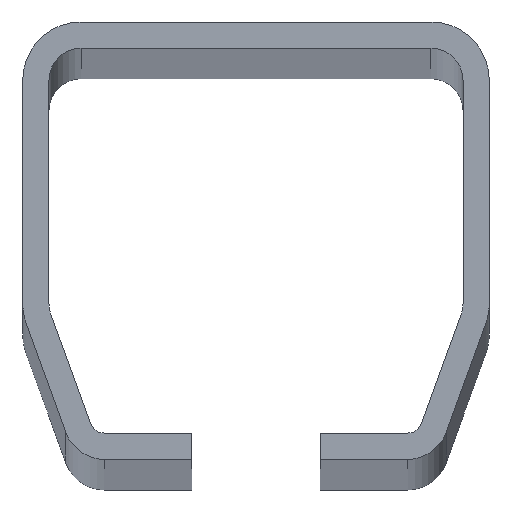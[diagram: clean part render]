
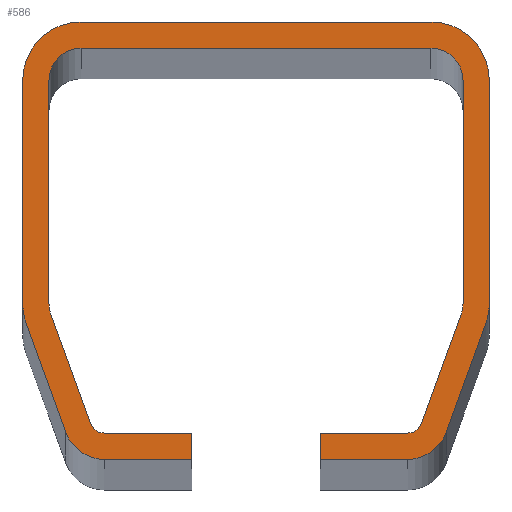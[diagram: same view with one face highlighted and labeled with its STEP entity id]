
A CAD part, top view. The second image highlights one B-rep face of the part: STEP entity #586.
In plain terms, the highlighted planar face has unit normal (0, 0, 1).
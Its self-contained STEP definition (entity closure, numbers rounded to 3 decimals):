
#56=FACE_OUTER_BOUND('',#86,.T.);
#86=EDGE_LOOP('',(#511,#512,#513,#514,#515,#516,#517,#518,#519,#520,#521,
#522,#523,#524,#525,#526,#527,#528,#529,#530,#531,#532,#533,#534,#535,#536,
#537,#538));
#103=LINE('',#892,#163);
#106=LINE('',#897,#166);
#109=LINE('',#905,#169);
#112=LINE('',#913,#172);
#115=LINE('',#921,#175);
#118=LINE('',#929,#178);
#121=LINE('',#937,#181);
#124=LINE('',#945,#184);
#126=LINE('',#949,#186);
#128=LINE('',#953,#188);
#131=LINE('',#961,#191);
#134=LINE('',#969,#194);
#137=LINE('',#977,#197);
#140=LINE('',#985,#200);
#143=LINE('',#993,#203);
#146=LINE('',#1000,#206);
#163=VECTOR('',#707,10.);
#166=VECTOR('',#712,10.);
#169=VECTOR('',#721,10.);
#172=VECTOR('',#730,10.);
#175=VECTOR('',#739,10.);
#178=VECTOR('',#748,10.);
#181=VECTOR('',#757,10.);
#184=VECTOR('',#766,10.);
#186=VECTOR('',#770,10.);
#188=VECTOR('',#774,10.);
#191=VECTOR('',#783,10.);
#194=VECTOR('',#792,10.);
#197=VECTOR('',#801,10.);
#200=VECTOR('',#810,10.);
#203=VECTOR('',#819,10.);
#206=VECTOR('',#828,10.);
#219=CIRCLE('',#623,2.5);
#220=CIRCLE('',#626,5.5);
#221=CIRCLE('',#629,5.5);
#222=CIRCLE('',#632,5.5);
#223=CIRCLE('',#635,5.5);
#224=CIRCLE('',#638,2.5);
#225=CIRCLE('',#643,7.);
#226=CIRCLE('',#646,10.);
#227=CIRCLE('',#649,10.);
#228=CIRCLE('',#652,10.);
#229=CIRCLE('',#655,10.);
#230=CIRCLE('',#658,7.);
#259=VERTEX_POINT('',#890);
#260=VERTEX_POINT('',#891);
#261=VERTEX_POINT('',#896);
#262=VERTEX_POINT('',#900);
#263=VERTEX_POINT('',#904);
#264=VERTEX_POINT('',#908);
#265=VERTEX_POINT('',#912);
#266=VERTEX_POINT('',#916);
#267=VERTEX_POINT('',#920);
#268=VERTEX_POINT('',#924);
#269=VERTEX_POINT('',#928);
#270=VERTEX_POINT('',#932);
#271=VERTEX_POINT('',#936);
#272=VERTEX_POINT('',#940);
#273=VERTEX_POINT('',#944);
#274=VERTEX_POINT('',#948);
#275=VERTEX_POINT('',#952);
#276=VERTEX_POINT('',#956);
#277=VERTEX_POINT('',#960);
#278=VERTEX_POINT('',#964);
#279=VERTEX_POINT('',#968);
#280=VERTEX_POINT('',#972);
#281=VERTEX_POINT('',#976);
#282=VERTEX_POINT('',#980);
#283=VERTEX_POINT('',#984);
#284=VERTEX_POINT('',#988);
#285=VERTEX_POINT('',#992);
#286=VERTEX_POINT('',#996);
#315=EDGE_CURVE('',#259,#260,#103,.T.);
#318=EDGE_CURVE('',#260,#261,#106,.T.);
#320=EDGE_CURVE('',#261,#262,#219,.T.);
#322=EDGE_CURVE('',#262,#263,#109,.T.);
#324=EDGE_CURVE('',#263,#264,#220,.T.);
#326=EDGE_CURVE('',#264,#265,#112,.T.);
#328=EDGE_CURVE('',#265,#266,#221,.T.);
#330=EDGE_CURVE('',#266,#267,#115,.T.);
#332=EDGE_CURVE('',#267,#268,#222,.T.);
#334=EDGE_CURVE('',#268,#269,#118,.T.);
#336=EDGE_CURVE('',#269,#270,#223,.T.);
#338=EDGE_CURVE('',#270,#271,#121,.T.);
#340=EDGE_CURVE('',#271,#272,#224,.T.);
#342=EDGE_CURVE('',#272,#273,#124,.T.);
#344=EDGE_CURVE('',#273,#274,#126,.T.);
#346=EDGE_CURVE('',#274,#275,#128,.T.);
#348=EDGE_CURVE('',#275,#276,#225,.T.);
#350=EDGE_CURVE('',#276,#277,#131,.T.);
#352=EDGE_CURVE('',#277,#278,#226,.T.);
#354=EDGE_CURVE('',#278,#279,#134,.T.);
#356=EDGE_CURVE('',#279,#280,#227,.T.);
#358=EDGE_CURVE('',#280,#281,#137,.T.);
#360=EDGE_CURVE('',#281,#282,#228,.T.);
#362=EDGE_CURVE('',#282,#283,#140,.T.);
#364=EDGE_CURVE('',#283,#284,#229,.T.);
#366=EDGE_CURVE('',#284,#285,#143,.T.);
#368=EDGE_CURVE('',#285,#286,#230,.T.);
#370=EDGE_CURVE('',#286,#259,#146,.T.);
#511=ORIENTED_EDGE('',*,*,#315,.F.);
#512=ORIENTED_EDGE('',*,*,#370,.F.);
#513=ORIENTED_EDGE('',*,*,#368,.F.);
#514=ORIENTED_EDGE('',*,*,#366,.F.);
#515=ORIENTED_EDGE('',*,*,#364,.F.);
#516=ORIENTED_EDGE('',*,*,#362,.F.);
#517=ORIENTED_EDGE('',*,*,#360,.F.);
#518=ORIENTED_EDGE('',*,*,#358,.F.);
#519=ORIENTED_EDGE('',*,*,#356,.F.);
#520=ORIENTED_EDGE('',*,*,#354,.F.);
#521=ORIENTED_EDGE('',*,*,#352,.F.);
#522=ORIENTED_EDGE('',*,*,#350,.F.);
#523=ORIENTED_EDGE('',*,*,#348,.F.);
#524=ORIENTED_EDGE('',*,*,#346,.F.);
#525=ORIENTED_EDGE('',*,*,#344,.F.);
#526=ORIENTED_EDGE('',*,*,#342,.F.);
#527=ORIENTED_EDGE('',*,*,#340,.F.);
#528=ORIENTED_EDGE('',*,*,#338,.F.);
#529=ORIENTED_EDGE('',*,*,#336,.F.);
#530=ORIENTED_EDGE('',*,*,#334,.F.);
#531=ORIENTED_EDGE('',*,*,#332,.F.);
#532=ORIENTED_EDGE('',*,*,#330,.F.);
#533=ORIENTED_EDGE('',*,*,#328,.F.);
#534=ORIENTED_EDGE('',*,*,#326,.F.);
#535=ORIENTED_EDGE('',*,*,#324,.F.);
#536=ORIENTED_EDGE('',*,*,#322,.F.);
#537=ORIENTED_EDGE('',*,*,#320,.F.);
#538=ORIENTED_EDGE('',*,*,#318,.F.);
#556=PLANE('',#660);
#586=ADVANCED_FACE('',(#56),#556,.T.);
#623=AXIS2_PLACEMENT_3D('',#901,#716,#717);
#626=AXIS2_PLACEMENT_3D('',#909,#725,#726);
#629=AXIS2_PLACEMENT_3D('',#917,#734,#735);
#632=AXIS2_PLACEMENT_3D('',#925,#743,#744);
#635=AXIS2_PLACEMENT_3D('',#933,#752,#753);
#638=AXIS2_PLACEMENT_3D('',#941,#761,#762);
#643=AXIS2_PLACEMENT_3D('',#957,#778,#779);
#646=AXIS2_PLACEMENT_3D('',#965,#787,#788);
#649=AXIS2_PLACEMENT_3D('',#973,#796,#797);
#652=AXIS2_PLACEMENT_3D('',#981,#805,#806);
#655=AXIS2_PLACEMENT_3D('',#989,#814,#815);
#658=AXIS2_PLACEMENT_3D('',#997,#823,#824);
#660=AXIS2_PLACEMENT_3D('',#1001,#829,#830);
#707=DIRECTION('',(0.,1.,0.));
#712=DIRECTION('',(1.,0.,0.));
#716=DIRECTION('center_axis',(0.,0.,1.));
#717=DIRECTION('ref_axis',(0.,1.,0.));
#721=DIRECTION('',(0.342,0.94,0.));
#725=DIRECTION('center_axis',(0.,0.,1.));
#726=DIRECTION('ref_axis',(-0.94,0.342,0.));
#730=DIRECTION('',(0.,1.,0.));
#734=DIRECTION('center_axis',(0.,0.,1.));
#735=DIRECTION('ref_axis',(-1.,0.,0.));
#739=DIRECTION('',(-1.,0.,0.));
#743=DIRECTION('center_axis',(0.,0.,1.));
#744=DIRECTION('ref_axis',(0.,-1.,0.));
#748=DIRECTION('',(0.,-1.,0.));
#752=DIRECTION('center_axis',(0.,0.,1.));
#753=DIRECTION('ref_axis',(1.,0.,0.));
#757=DIRECTION('',(0.342,-0.94,0.));
#761=DIRECTION('center_axis',(0.,0.,1.));
#762=DIRECTION('ref_axis',(0.94,0.342,0.));
#766=DIRECTION('',(1.,0.,0.));
#770=DIRECTION('',(0.,-1.,0.));
#774=DIRECTION('',(-1.,0.,0.));
#778=DIRECTION('center_axis',(0.,0.,-1.));
#779=DIRECTION('ref_axis',(-0.94,-0.342,0.));
#783=DIRECTION('',(-0.342,0.94,0.));
#787=DIRECTION('center_axis',(0.,0.,-1.));
#788=DIRECTION('ref_axis',(-1.,0.,0.));
#792=DIRECTION('',(0.,1.,0.));
#796=DIRECTION('center_axis',(0.,0.,-1.));
#797=DIRECTION('ref_axis',(0.,1.,0.));
#801=DIRECTION('',(1.,0.,0.));
#805=DIRECTION('center_axis',(0.,0.,-1.));
#806=DIRECTION('ref_axis',(1.,0.,0.));
#810=DIRECTION('',(0.,-1.,0.));
#814=DIRECTION('center_axis',(0.,0.,-1.));
#815=DIRECTION('ref_axis',(0.94,-0.342,0.));
#819=DIRECTION('',(-0.342,-0.94,0.));
#823=DIRECTION('center_axis',(0.,0.,-1.));
#824=DIRECTION('ref_axis',(0.,-1.,0.));
#828=DIRECTION('',(-1.,0.,0.));
#829=DIRECTION('center_axis',(0.,0.,1.));
#830=DIRECTION('ref_axis',(1.,0.,0.));
#890=CARTESIAN_POINT('',(11.,0.,1500.));
#891=CARTESIAN_POINT('',(11.,4.5,1500.));
#892=CARTESIAN_POINT('',(11.,4.5,1500.));
#896=CARTESIAN_POINT('',(25.999,4.5,1500.));
#897=CARTESIAN_POINT('',(25.999,4.5,1500.));
#900=CARTESIAN_POINT('',(28.349,6.145,1500.));
#901=CARTESIAN_POINT('Origin',(25.999,7.,1500.));
#904=CARTESIAN_POINT('',(35.168,24.882,1500.));
#905=CARTESIAN_POINT('',(35.168,24.882,1500.));
#908=CARTESIAN_POINT('',(35.5,26.763,1500.));
#909=CARTESIAN_POINT('Origin',(30.,26.763,1500.));
#912=CARTESIAN_POINT('',(35.5,65.,1500.));
#913=CARTESIAN_POINT('',(35.5,65.,1500.));
#916=CARTESIAN_POINT('',(30.,70.5,1500.));
#917=CARTESIAN_POINT('Origin',(30.,65.,1500.));
#920=CARTESIAN_POINT('',(-30.,70.5,1500.));
#921=CARTESIAN_POINT('',(-30.,70.5,1500.));
#924=CARTESIAN_POINT('',(-35.5,65.,1500.));
#925=CARTESIAN_POINT('Origin',(-30.,65.,1500.));
#928=CARTESIAN_POINT('',(-35.5,26.763,1500.));
#929=CARTESIAN_POINT('',(-35.5,26.763,1500.));
#932=CARTESIAN_POINT('',(-35.168,24.882,1500.));
#933=CARTESIAN_POINT('Origin',(-30.,26.763,1500.));
#936=CARTESIAN_POINT('',(-28.349,6.145,1500.));
#937=CARTESIAN_POINT('',(-28.349,6.145,1500.));
#940=CARTESIAN_POINT('',(-25.999,4.5,1500.));
#941=CARTESIAN_POINT('Origin',(-25.999,7.,1500.));
#944=CARTESIAN_POINT('',(-11.,4.5,1500.));
#945=CARTESIAN_POINT('',(-11.,4.5,1500.));
#948=CARTESIAN_POINT('',(-11.,0.,1500.));
#949=CARTESIAN_POINT('',(-11.,0.,1500.));
#952=CARTESIAN_POINT('',(-25.999,0.,1500.));
#953=CARTESIAN_POINT('',(-25.999,0.,1500.));
#956=CARTESIAN_POINT('',(-32.577,4.606,1500.));
#957=CARTESIAN_POINT('Origin',(-25.999,7.,1500.));
#960=CARTESIAN_POINT('',(-39.397,23.343,1500.));
#961=CARTESIAN_POINT('',(-39.397,23.343,1500.));
#964=CARTESIAN_POINT('',(-40.,26.763,1500.));
#965=CARTESIAN_POINT('Origin',(-30.,26.763,1500.));
#968=CARTESIAN_POINT('',(-40.,65.,1500.));
#969=CARTESIAN_POINT('',(-40.,65.,1500.));
#972=CARTESIAN_POINT('',(-30.,75.,1500.));
#973=CARTESIAN_POINT('Origin',(-30.,65.,1500.));
#976=CARTESIAN_POINT('',(30.,75.,1500.));
#977=CARTESIAN_POINT('',(30.,75.,1500.));
#980=CARTESIAN_POINT('',(40.,65.,1500.));
#981=CARTESIAN_POINT('Origin',(30.,65.,1500.));
#984=CARTESIAN_POINT('',(40.,26.763,1500.));
#985=CARTESIAN_POINT('',(40.,26.763,1500.));
#988=CARTESIAN_POINT('',(39.397,23.343,1500.));
#989=CARTESIAN_POINT('Origin',(30.,26.763,1500.));
#992=CARTESIAN_POINT('',(32.577,4.606,1500.));
#993=CARTESIAN_POINT('',(32.577,4.606,1500.));
#996=CARTESIAN_POINT('',(25.999,0.,1500.));
#997=CARTESIAN_POINT('Origin',(25.999,7.,1500.));
#1000=CARTESIAN_POINT('',(11.,0.,1500.));
#1001=CARTESIAN_POINT('Origin',(0.,41.299,
1500.));
